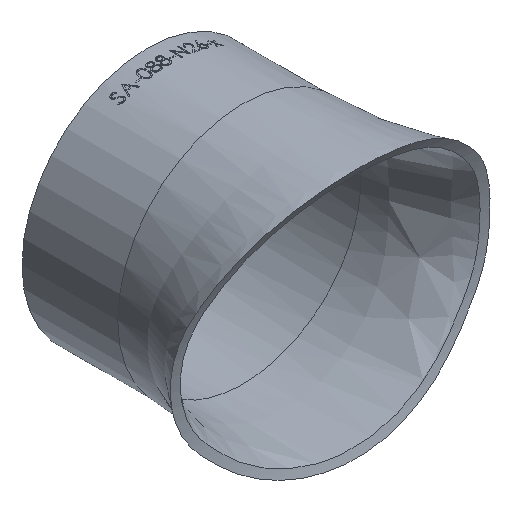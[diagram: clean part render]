
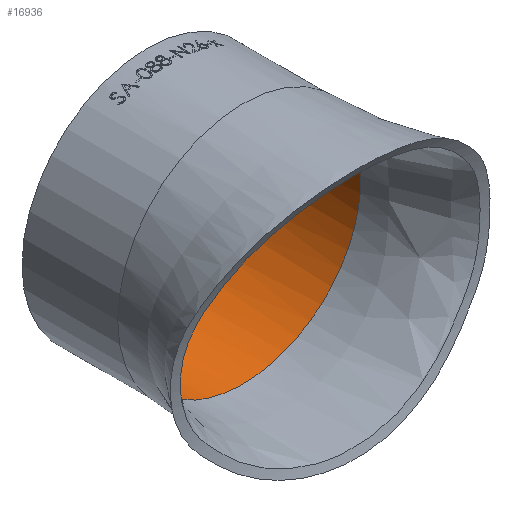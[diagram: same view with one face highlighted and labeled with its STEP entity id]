
A CAD part, isometric view. The second image highlights one B-rep face of the part: STEP entity #16936.
In plain terms, the highlighted cylindrical face has radius 41.85 mm (diameter 83.7 mm), a full revolution.
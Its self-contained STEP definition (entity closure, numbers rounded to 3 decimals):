
#751 = CARTESIAN_POINT ( 'NONE',  ( -5.689, 84.36, -41.491 ) ) ;
#913 = CARTESIAN_POINT ( 'NONE',  ( 36.442, 84.36, 21.286 ) ) ;
#982 = CARTESIAN_POINT ( 'NONE',  ( -9.791, 84.36, -40.72 ) ) ;
#1058 = CARTESIAN_POINT ( 'NONE',  ( 33.376, 84.36, -25.797 ) ) ;
#1541 = CIRCLE ( 'NONE', #19106, 41.85 ) ;
#2540 = CARTESIAN_POINT ( 'NONE',  ( 11.278, 84.36, 40.678 ) ) ;
#2611 = CARTESIAN_POINT ( 'NONE',  ( 0., 84.36, 41.85 ) ) ;
#2688 = CARTESIAN_POINT ( 'NONE',  ( -36.442, 84.36, -21.286 ) ) ;
#2769 = CARTESIAN_POINT ( 'NONE',  ( 39.09, 84.36, 15.03 ) ) ;
#3587 = DIRECTION ( 'NONE',  ( 0., 1., 0. ) ) ;
#4018 = VERTEX_POINT ( 'NONE', #11324 ) ;
#4217 = CARTESIAN_POINT ( 'NONE',  ( 9.791, 84.36, -40.72 ) ) ;
#4370 = CARTESIAN_POINT ( 'NONE',  ( 36.442, 84.36, -21.286 ) ) ;
#4449 = CARTESIAN_POINT ( 'NONE',  ( -25.797, 84.36, -33.376 ) ) ;
#4600 = CARTESIAN_POINT ( 'NONE',  ( -25.797, 84.36, 33.376 ) ) ;
#4679 = CARTESIAN_POINT ( 'NONE',  ( -41.777, 84.36, 2.873 ) ) ;
#5259 = FACE_OUTER_BOUND ( 'NONE', #10881, .T. ) ;
#5866 = ORIENTED_EDGE ( 'NONE', *, *, #9154, .F. ) ;
#5993 = CARTESIAN_POINT ( 'NONE',  ( -1.435, 84.36, -41.85 ) ) ;
#6072 = CARTESIAN_POINT ( 'NONE',  ( 40.72, 84.36, 9.791 ) ) ;
#6154 = CARTESIAN_POINT ( 'NONE',  ( 13.749, 84.36, -39.56 ) ) ;
#6225 = CARTESIAN_POINT ( 'NONE',  ( -40.375, 84.36, -11.131 ) ) ;
#6388 = CARTESIAN_POINT ( 'NONE',  ( -41.85, 84.36, -1.435 ) ) ;
#6461 = CARTESIAN_POINT ( 'NONE',  ( -39.09, 84.36, 15.03 ) ) ;
#6911 = DIRECTION ( 'NONE',  ( 0., 0., 1. ) ) ;
#7107 = B_SPLINE_CURVE_WITH_KNOTS ( 'NONE', 3,
 ( #2611, #13073, #2540, #8086, #14840, #20369, #913, #2769, #20207, #9634, #6072, #14919, #18379, #11464, #9792, #7843, #9871, #21909, #11387, #22143, #7922, #16697, #11620, #4370, #1058, #13379, #22069, #14760, #6154, #18457, #4217, #11538, #9721, #16543, #11312, #5993, #18305, #751, #20049, #982, #21987, #13303, #9556, #21834, #4449, #13225, #2688, #14989, #16770, #6225, #18536, #8162, #16927, #15149, #6388, #20520, #4679, #11690, #8235, #17003, #18686, #9945, #6461, #18761, #10019, #4600, #20447, #11762, #22291, #22215 ),
 .UNSPECIFIED., .T., .F.,
 ( 4, 2, 2, 2, 2, 2, 2, 2, 2, 2, 2, 2, 2, 2, 2, 2, 2, 2, 2, 2, 2, 2, 2, 2, 2, 2, 2, 2, 2, 2, 2, 2, 2, 2, 4 ),
 ( 0., 0.063, 0.125, 0.188, 0.203, 0.219, 0.234, 0.25, 0.266, 0.281, 0.297, 0.313, 0.375, 0.437, 0.453, 0.469, 0.484, 0.5, 0.516, 0.531, 0.547, 0.562, 0.625, 0.687, 0.703, 0.719, 0.734, 0.75, 0.766, 0.781, 0.797, 0.812, 0.875, 0.938, 1. ),
 .UNSPECIFIED. ) ;
#7843 = CARTESIAN_POINT ( 'NONE',  ( 41.85, 84.36, -1.435 ) ) ;
#7922 = CARTESIAN_POINT ( 'NONE',  ( 40.375, 84.36, -11.131 ) ) ;
#8086 = CARTESIAN_POINT ( 'NONE',  ( 21.286, 84.36, 36.442 ) ) ;
#8162 = CARTESIAN_POINT ( 'NONE',  ( -41.278, 84.36, -7.07 ) ) ;
#8235 = CARTESIAN_POINT ( 'NONE',  ( -41.278, 84.36, 7.07 ) ) ;
#8943 = CARTESIAN_POINT ( 'NONE',  ( 0., 84.36, 0. ) ) ;
#9154 = EDGE_CURVE ( 'NONE', #4018, #4018, #7107, .T. ) ;
#9556 = CARTESIAN_POINT ( 'NONE',  ( -15.03, 84.36, -39.09 ) ) ;
#9634 = CARTESIAN_POINT ( 'NONE',  ( 40.375, 84.36, 11.131 ) ) ;
#9721 = CARTESIAN_POINT ( 'NONE',  ( 5.689, 84.36, -41.491 ) ) ;
#9792 = CARTESIAN_POINT ( 'NONE',  ( 41.85, 84.36, 1.435 ) ) ;
#9871 = CARTESIAN_POINT ( 'NONE',  ( 41.777, 84.36, -2.873 ) ) ;
#9945 = CARTESIAN_POINT ( 'NONE',  ( -39.56, 84.36, 13.749 ) ) ;
#10019 = CARTESIAN_POINT ( 'NONE',  ( -33.376, 84.36, 25.797 ) ) ;
#10881 = EDGE_LOOP ( 'NONE', ( #13548 ) ) ;
#11312 = CARTESIAN_POINT ( 'NONE',  ( 1.435, 84.36, -41.85 ) ) ;
#11324 = CARTESIAN_POINT ( 'NONE',  ( 0., 84.36, 41.85 ) ) ;
#11387 = CARTESIAN_POINT ( 'NONE',  ( 41.278, 84.36, -7.07 ) ) ;
#11464 = CARTESIAN_POINT ( 'NONE',  ( 41.777, 84.36, 2.873 ) ) ;
#11538 = CARTESIAN_POINT ( 'NONE',  ( 7.07, 84.36, -41.278 ) ) ;
#11620 = CARTESIAN_POINT ( 'NONE',  ( 39.09, 84.36, -15.03 ) ) ;
#11690 = CARTESIAN_POINT ( 'NONE',  ( -41.491, 84.36, 5.689 ) ) ;
#11762 = CARTESIAN_POINT ( 'NONE',  ( -11.278, 84.36, 40.678 ) ) ;
#13073 = CARTESIAN_POINT ( 'NONE',  ( 5.781, 84.36, 41.85 ) ) ;
#13225 = CARTESIAN_POINT ( 'NONE',  ( -33.376, 84.36, -25.797 ) ) ;
#13303 = CARTESIAN_POINT ( 'NONE',  ( -13.749, 84.36, -39.56 ) ) ;
#13379 = CARTESIAN_POINT ( 'NONE',  ( 25.797, 84.36, -33.376 ) ) ;
#13548 = ORIENTED_EDGE ( 'NONE', *, *, #22258, .T. ) ;
#14118 = DIRECTION ( 'NONE',  ( 0., 0., 1. ) ) ;
#14275 = CARTESIAN_POINT ( 'NONE',  ( 0., 118.36, 0. ) ) ;
#14374 = AXIS2_PLACEMENT_3D ( 'NONE', #8943, #19296, #6911 ) ;
#14760 = CARTESIAN_POINT ( 'NONE',  ( 15.03, 84.36, -39.09 ) ) ;
#14840 = CARTESIAN_POINT ( 'NONE',  ( 25.797, 84.36, 33.376 ) ) ;
#14919 = CARTESIAN_POINT ( 'NONE',  ( 41.278, 84.36, 7.07 ) ) ;
#14989 = CARTESIAN_POINT ( 'NONE',  ( -39.09, 84.36, -15.03 ) ) ;
#15149 = CARTESIAN_POINT ( 'NONE',  ( -41.777, 84.36, -2.873 ) ) ;
#16299 = FACE_OUTER_BOUND ( 'NONE', #17029, .T. ) ;
#16543 = CARTESIAN_POINT ( 'NONE',  ( 2.873, 84.36, -41.777 ) ) ;
#16697 = CARTESIAN_POINT ( 'NONE',  ( 39.56, 84.36, -13.749 ) ) ;
#16770 = CARTESIAN_POINT ( 'NONE',  ( -39.56, 84.36, -13.749 ) ) ;
#16927 = CARTESIAN_POINT ( 'NONE',  ( -41.491, 84.36, -5.689 ) ) ;
#16936 = ADVANCED_FACE ( 'NONE', ( #16299, #5259 ), #20138, .F. ) ;
#17003 = CARTESIAN_POINT ( 'NONE',  ( -40.72, 84.36, 9.791 ) ) ;
#17029 = EDGE_LOOP ( 'NONE', ( #5866 ) ) ;
#17229 = VERTEX_POINT ( 'NONE', #20063 ) ;
#18305 = CARTESIAN_POINT ( 'NONE',  ( -2.873, 84.36, -41.777 ) ) ;
#18379 = CARTESIAN_POINT ( 'NONE',  ( 41.491, 84.36, 5.689 ) ) ;
#18457 = CARTESIAN_POINT ( 'NONE',  ( 11.131, 84.36, -40.375 ) ) ;
#18536 = CARTESIAN_POINT ( 'NONE',  ( -40.72, 84.36, -9.791 ) ) ;
#18686 = CARTESIAN_POINT ( 'NONE',  ( -40.375, 84.36, 11.131 ) ) ;
#18761 = CARTESIAN_POINT ( 'NONE',  ( -36.442, 84.36, 21.286 ) ) ;
#19106 = AXIS2_PLACEMENT_3D ( 'NONE', #14275, #3587, #14118 ) ;
#19296 = DIRECTION ( 'NONE',  ( 0., 1., 0. ) ) ;
#20049 = CARTESIAN_POINT ( 'NONE',  ( -7.07, 84.36, -41.278 ) ) ;
#20063 = CARTESIAN_POINT ( 'NONE',  ( 0., 118.36, 41.85 ) ) ;
#20138 = CYLINDRICAL_SURFACE ( 'NONE', #14374, 41.85 ) ;
#20207 = CARTESIAN_POINT ( 'NONE',  ( 39.56, 84.36, 13.749 ) ) ;
#20369 = CARTESIAN_POINT ( 'NONE',  ( 33.376, 84.36, 25.797 ) ) ;
#20447 = CARTESIAN_POINT ( 'NONE',  ( -21.286, 84.36, 36.442 ) ) ;
#20520 = CARTESIAN_POINT ( 'NONE',  ( -41.85, 84.36, 1.435 ) ) ;
#21834 = CARTESIAN_POINT ( 'NONE',  ( -21.286, 84.36, -36.442 ) ) ;
#21909 = CARTESIAN_POINT ( 'NONE',  ( 41.491, 84.36, -5.689 ) ) ;
#21987 = CARTESIAN_POINT ( 'NONE',  ( -11.131, 84.36, -40.375 ) ) ;
#22069 = CARTESIAN_POINT ( 'NONE',  ( 21.286, 84.36, -36.442 ) ) ;
#22143 = CARTESIAN_POINT ( 'NONE',  ( 40.72, 84.36, -9.791 ) ) ;
#22215 = CARTESIAN_POINT ( 'NONE',  ( 0., 84.36, 41.85 ) ) ;
#22258 = EDGE_CURVE ( 'NONE', #17229, #17229, #1541, .T. ) ;
#22291 = CARTESIAN_POINT ( 'NONE',  ( -5.781, 84.36, 41.85 ) ) ;
